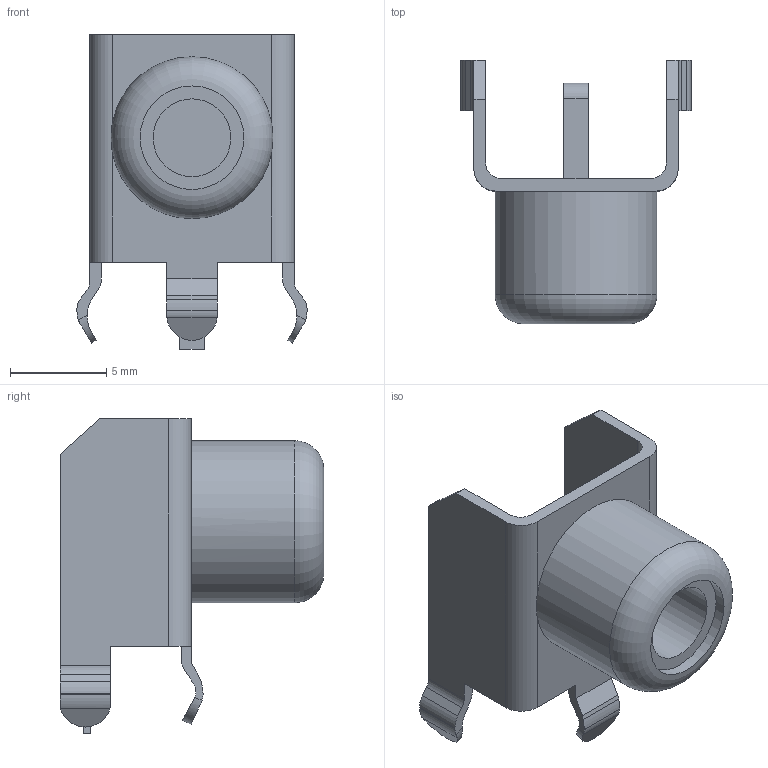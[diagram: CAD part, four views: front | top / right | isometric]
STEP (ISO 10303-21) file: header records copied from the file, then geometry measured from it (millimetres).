
FILE_DESCRIPTION(/* description */ ('Unknown'),/* implementation_level */ '2;1');
FILE_NAME(/* name */ '936',/* time_stamp */ '2024-02-02T15:30:23+02:00',/* author */ ('Unknown'),/* organization */ ('Unknown'),/* preprocessor_version */ 'ST-DEVELOPER v18.102',/* originating_system */ 'Solid Edge',/* authorisation */ 'Unknown');
FILE_SCHEMA (('AUTOMOTIVE_DESIGN {1 0 10303 214 3 1 1}'));
Length unit declared in the file: millimetre
Products named in the file (1): 936
Bounding box: 11.94 x 13.68 x 16.31 mm (x, y, z)
Volume: 480.1 mm3; surface area: 910.1 mm2
Topology: 1 solids, 1 shells, 79 faces, 223 edges, 148 vertices
Faces by surface type: plane 46, cylinder 32, torus 1
Full cylindrical faces by diameter (mm): 4.033 x1, 5.374 x1, 8.4 x1
Entity records: 3128 total; most frequent: CARTESIAN_POINT 487, ORIENTED_EDGE 436, DIRECTION 429, EDGE_CURVE 218, VERTEX_POINT 147, AXIS2_PLACEMENT_3D 145, LINE 139, VECTOR 139
